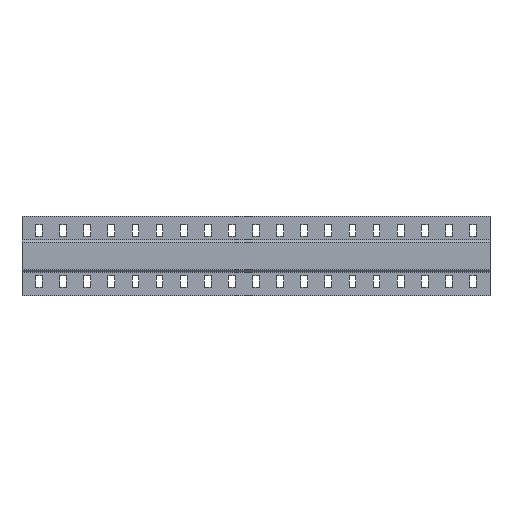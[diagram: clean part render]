
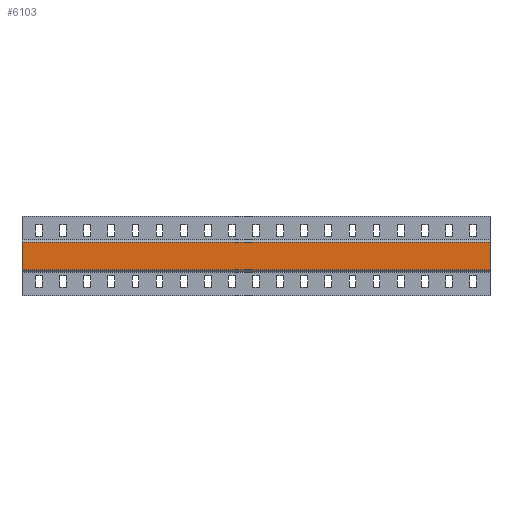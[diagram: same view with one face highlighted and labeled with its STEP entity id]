
A CAD part, top view. The second image highlights one B-rep face of the part: STEP entity #6103.
In plain terms, the highlighted planar face has unit normal (0, 0, 1).
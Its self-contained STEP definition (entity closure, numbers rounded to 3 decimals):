
#9 = LINE ( 'NONE', #3049, #3706 ) ;
#88 = EDGE_CURVE ( 'NONE', #1179, #5905, #2744, .T. ) ;
#96 = CARTESIAN_POINT ( 'NONE',  ( -242.5, -13.086, 4. ) ) ;
#121 = LINE ( 'NONE', #233, #3820 ) ;
#196 = VERTEX_POINT ( 'NONE', #4076 ) ;
#233 = CARTESIAN_POINT ( 'NONE',  ( 242.5, 13.086, 4. ) ) ;
#328 = LINE ( 'NONE', #4773, #5121 ) ;
#403 = VECTOR ( 'NONE', #2502, 1000. ) ;
#450 = VECTOR ( 'NONE', #5713, 1000. ) ;
#473 = CARTESIAN_POINT ( 'NONE',  ( 242.5, -13.086, 4. ) ) ;
#1100 = LINE ( 'NONE', #2610, #5987 ) ;
#1169 = EDGE_LOOP ( 'NONE', ( #2173, #3162, #5682, #4251, #6008, #3472, #3581, #5783 ) ) ;
#1179 = VERTEX_POINT ( 'NONE', #473 ) ;
#1225 = AXIS2_PLACEMENT_3D ( 'NONE', #5340, #5100, #5093 ) ;
#1294 = VERTEX_POINT ( 'NONE', #3705 ) ;
#1308 = VECTOR ( 'NONE', #4420, 1000. ) ;
#1314 = VERTEX_POINT ( 'NONE', #4196 ) ;
#1916 = LINE ( 'NONE', #5181, #403 ) ;
#2173 = ORIENTED_EDGE ( 'NONE', *, *, #3786, .F. ) ;
#2414 = EDGE_CURVE ( 'NONE', #5905, #1314, #121, .T. ) ;
#2474 = CARTESIAN_POINT ( 'NONE',  ( -242.5, -14.121, 4. ) ) ;
#2502 = DIRECTION ( 'NONE',  ( 0., 1., 0. ) ) ;
#2503 = VERTEX_POINT ( 'NONE', #4553 ) ;
#2610 = CARTESIAN_POINT ( 'NONE',  ( -242.5, -13.5, 4. ) ) ;
#2744 = LINE ( 'NONE', #4585, #1308 ) ;
#2759 = VECTOR ( 'NONE', #2889, 1000. ) ;
#2889 = DIRECTION ( 'NONE',  ( 0., -1., 0. ) ) ;
#2976 = CARTESIAN_POINT ( 'NONE',  ( -242.5, -13.086, 4. ) ) ;
#3000 = DIRECTION ( 'NONE',  ( 0., -1., 0. ) ) ;
#3033 = LINE ( 'NONE', #5693, #450 ) ;
#3049 = CARTESIAN_POINT ( 'NONE',  ( 242.5, -13.5, 4. ) ) ;
#3162 = ORIENTED_EDGE ( 'NONE', *, *, #5372, .T. ) ;
#3411 = VERTEX_POINT ( 'NONE', #2474 ) ;
#3472 = ORIENTED_EDGE ( 'NONE', *, *, #2414, .T. ) ;
#3581 = ORIENTED_EDGE ( 'NONE', *, *, #4541, .T. ) ;
#3705 = CARTESIAN_POINT ( 'NONE',  ( -242.5, 14.121, 4. ) ) ;
#3706 = VECTOR ( 'NONE', #3000, 1000. ) ;
#3786 = EDGE_CURVE ( 'NONE', #5583, #196, #1916, .T. ) ;
#3820 = VECTOR ( 'NONE', #4939, 1000. ) ;
#4061 = EDGE_CURVE ( 'NONE', #196, #1294, #1100, .T. ) ;
#4076 = CARTESIAN_POINT ( 'NONE',  ( -242.5, 13.086, 4. ) ) ;
#4196 = CARTESIAN_POINT ( 'NONE',  ( 242.5, 14.121, 4. ) ) ;
#4251 = ORIENTED_EDGE ( 'NONE', *, *, #5353, .F. ) ;
#4420 = DIRECTION ( 'NONE',  ( 0., 1., 0. ) ) ;
#4505 = FACE_OUTER_BOUND ( 'NONE', #1169, .T. ) ;
#4541 = EDGE_CURVE ( 'NONE', #1314, #1294, #328, .T. ) ;
#4553 = CARTESIAN_POINT ( 'NONE',  ( 242.5, -14.121, 4. ) ) ;
#4570 = DIRECTION ( 'NONE',  ( -1., 0., 0. ) ) ;
#4585 = CARTESIAN_POINT ( 'NONE',  ( 242.5, -13.5, 4. ) ) ;
#4773 = CARTESIAN_POINT ( 'NONE',  ( 242.5, 14.121, 4. ) ) ;
#4939 = DIRECTION ( 'NONE',  ( 0., 1., 0. ) ) ;
#4966 = LINE ( 'NONE', #2976, #2759 ) ;
#4976 = DIRECTION ( 'NONE',  ( 0., 1., 0. ) ) ;
#5093 = DIRECTION ( 'NONE',  ( 0., -1., 0. ) ) ;
#5100 = DIRECTION ( 'NONE',  ( 0., 0., 1. ) ) ;
#5121 = VECTOR ( 'NONE', #4570, 1000. ) ;
#5181 = CARTESIAN_POINT ( 'NONE',  ( -242.5, -13.5, 4. ) ) ;
#5340 = CARTESIAN_POINT ( 'NONE',  ( 242.5, -13.5, 4. ) ) ;
#5353 = EDGE_CURVE ( 'NONE', #1179, #2503, #9, .T. ) ;
#5358 = PLANE ( 'NONE',  #1225 ) ;
#5372 = EDGE_CURVE ( 'NONE', #5583, #3411, #4966, .T. ) ;
#5583 = VERTEX_POINT ( 'NONE', #96 ) ;
#5598 = CARTESIAN_POINT ( 'NONE',  ( 242.5, 13.086, 4. ) ) ;
#5668 = EDGE_CURVE ( 'NONE', #2503, #3411, #3033, .T. ) ;
#5682 = ORIENTED_EDGE ( 'NONE', *, *, #5668, .F. ) ;
#5693 = CARTESIAN_POINT ( 'NONE',  ( 242.5, -14.121, 4. ) ) ;
#5713 = DIRECTION ( 'NONE',  ( -1., 0., 0. ) ) ;
#5783 = ORIENTED_EDGE ( 'NONE', *, *, #4061, .F. ) ;
#5905 = VERTEX_POINT ( 'NONE', #5598 ) ;
#5987 = VECTOR ( 'NONE', #4976, 1000. ) ;
#6008 = ORIENTED_EDGE ( 'NONE', *, *, #88, .T. ) ;
#6103 = ADVANCED_FACE ( 'NONE', ( #4505 ), #5358, .T. ) ;
